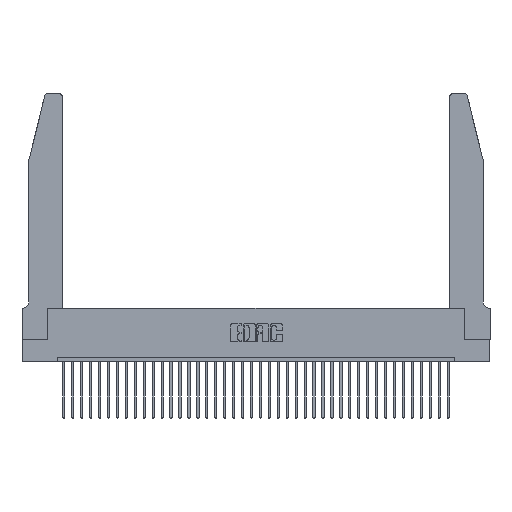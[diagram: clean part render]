
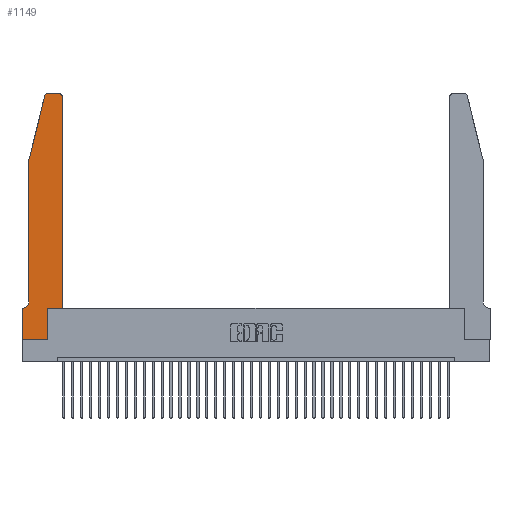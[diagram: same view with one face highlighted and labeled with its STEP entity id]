
A CAD part, top view. The second image highlights one B-rep face of the part: STEP entity #1149.
In plain terms, the highlighted planar face has unit normal (0, 0, 1).
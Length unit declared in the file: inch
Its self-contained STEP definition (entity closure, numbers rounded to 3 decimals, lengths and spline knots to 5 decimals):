
#44 = ORIENTED_EDGE ( 'NONE', *, *, #11995, .T. ) ;
#88 = CARTESIAN_POINT ( 'NONE',  ( 0.4205, 2.75, 0.37 ) ) ;
#743 = EDGE_CURVE ( 'NONE', #8477, #29088, #10199, .T. ) ;
#1149 = ADVANCED_FACE ( 'NONE', ( #36971 ), #4024, .T. ) ;
#1320 = ORIENTED_EDGE ( 'NONE', *, *, #34013, .T. ) ;
#1390 = VECTOR ( 'NONE', #37054, 39.37008 ) ;
#1446 = DIRECTION ( 'NONE',  ( 0., 0., 1. ) ) ;
#1701 = CARTESIAN_POINT ( 'NONE',  ( 0.284, 2.72, 0.37 ) ) ;
#1873 = LINE ( 'NONE', #22400, #31774 ) ;
#1939 = VECTOR ( 'NONE', #10818, 39.37008 ) ;
#2174 = DIRECTION ( 'NONE',  ( -1., 0., 0. ) ) ;
#2325 = EDGE_CURVE ( 'NONE', #17257, #33921, #7802, .T. ) ;
#2528 = DIRECTION ( 'NONE',  ( 0., 0., -1. ) ) ;
#2766 = CARTESIAN_POINT ( 'NONE',  ( 0.2865, 0., 0.37 ) ) ;
#3267 = EDGE_CURVE ( 'NONE', #33921, #36747, #1873, .T. ) ;
#3713 = LINE ( 'NONE', #16893, #1939 ) ;
#4024 = PLANE ( 'NONE',  #21892 ) ;
#4877 = ORIENTED_EDGE ( 'NONE', *, *, #17596, .T. ) ;
#4986 = DIRECTION ( 'NONE',  ( -0.239, -0.971, 0. ) ) ;
#5673 = ORIENTED_EDGE ( 'NONE', *, *, #15836, .T. ) ;
#5750 = VECTOR ( 'NONE', #35396, 39.37008 ) ;
#5756 = DIRECTION ( 'NONE',  ( 0., 1., 0. ) ) ;
#6700 = DIRECTION ( 'NONE',  ( 0., -1., 0. ) ) ;
#6961 = DIRECTION ( 'NONE',  ( 0., 0., 1. ) ) ;
#7318 = ORIENTED_EDGE ( 'NONE', *, *, #743, .T. ) ;
#7802 = CIRCLE ( 'NONE', #15089, 0.03 ) ;
#7831 = VECTOR ( 'NONE', #5756, 39.37008 ) ;
#8265 = CARTESIAN_POINT ( 'NONE',  ( 0.2865, 0.35, 0.37 ) ) ;
#8311 = DIRECTION ( 'NONE',  ( 1., 0., 0. ) ) ;
#8477 = VERTEX_POINT ( 'NONE', #18577 ) ;
#8547 = EDGE_CURVE ( 'NONE', #13645, #8477, #32684, .T. ) ;
#8909 = ORIENTED_EDGE ( 'NONE', *, *, #15719, .T. ) ;
#9060 = CARTESIAN_POINT ( 'NONE',  ( 0.4505, 2.72, 0.37 ) ) ;
#10199 = LINE ( 'NONE', #36477, #30624 ) ;
#10233 = CARTESIAN_POINT ( 'NONE',  ( 0.0755, 2., 0.37 ) ) ;
#10316 = VERTEX_POINT ( 'NONE', #15551 ) ;
#10532 = CARTESIAN_POINT ( 'NONE',  ( 0.4505, 0.35, 0.37 ) ) ;
#10818 = DIRECTION ( 'NONE',  ( -1., 0., 0. ) ) ;
#11520 = ORIENTED_EDGE ( 'NONE', *, *, #27741, .T. ) ;
#11988 = EDGE_CURVE ( 'NONE', #18163, #30481, #16018, .T. ) ;
#11995 = EDGE_CURVE ( 'NONE', #30481, #13645, #36899, .T. ) ;
#12405 = CARTESIAN_POINT ( 'NONE',  ( 0.0755, 2., 0.37 ) ) ;
#12522 = EDGE_CURVE ( 'NONE', #20655, #34702, #3713, .T. ) ;
#12558 = CARTESIAN_POINT ( 'NONE',  ( 0., 0., 0.37 ) ) ;
#12795 = VECTOR ( 'NONE', #22069, 39.37008 ) ;
#13464 = LINE ( 'NONE', #35529, #5750 ) ;
#13605 = DIRECTION ( 'NONE',  ( 0., 1., 0. ) ) ;
#13645 = VERTEX_POINT ( 'NONE', #8265 ) ;
#13845 = ORIENTED_EDGE ( 'NONE', *, *, #11988, .T. ) ;
#13916 = ORIENTED_EDGE ( 'NONE', *, *, #8547, .T. ) ;
#13970 = DIRECTION ( 'NONE',  ( 0., 0., 1. ) ) ;
#15089 = AXIS2_PLACEMENT_3D ( 'NONE', #1701, #1446, #21725 ) ;
#15532 = CARTESIAN_POINT ( 'NONE',  ( 0., 0., 0.37 ) ) ;
#15551 = CARTESIAN_POINT ( 'NONE',  ( 0.0755, 0.42, 0.37 ) ) ;
#15719 = EDGE_CURVE ( 'NONE', #29088, #29065, #29395, .T. ) ;
#15836 = EDGE_CURVE ( 'NONE', #29065, #17257, #13464, .T. ) ;
#16018 = LINE ( 'NONE', #22550, #21939 ) ;
#16397 = ORIENTED_EDGE ( 'NONE', *, *, #12522, .T. ) ;
#16648 = ORIENTED_EDGE ( 'NONE', *, *, #3267, .T. ) ;
#16893 = CARTESIAN_POINT ( 'NONE',  ( 0.0755, 0.35, 0.37 ) ) ;
#17257 = VERTEX_POINT ( 'NONE', #18321 ) ;
#17321 = CIRCLE ( 'NONE', #17745, 0.07 ) ;
#17596 = EDGE_CURVE ( 'NONE', #34702, #18163, #23278, .T. ) ;
#17745 = AXIS2_PLACEMENT_3D ( 'NONE', #33989, #2528, #2174 ) ;
#18163 = VERTEX_POINT ( 'NONE', #12558 ) ;
#18321 = CARTESIAN_POINT ( 'NONE',  ( 0.284, 2.75, 0.37 ) ) ;
#18577 = CARTESIAN_POINT ( 'NONE',  ( 0.4505, 0.35, 0.37 ) ) ;
#20181 = LINE ( 'NONE', #12405, #26530 ) ;
#20655 = VERTEX_POINT ( 'NONE', #21289 ) ;
#21153 = DIRECTION ( 'NONE',  ( 1., 0., 0. ) ) ;
#21289 = CARTESIAN_POINT ( 'NONE',  ( 0.0055, 0.35, 0.37 ) ) ;
#21725 = DIRECTION ( 'NONE',  ( 1., 0., 0. ) ) ;
#21892 = AXIS2_PLACEMENT_3D ( 'NONE', #32811, #6961, #21153 ) ;
#21939 = VECTOR ( 'NONE', #8311, 39.37008 ) ;
#22069 = DIRECTION ( 'NONE',  ( 0., -1., 0. ) ) ;
#22375 = CARTESIAN_POINT ( 'NONE',  ( 0.4205, 2.72, 0.37 ) ) ;
#22400 = CARTESIAN_POINT ( 'NONE',  ( 0.0755, 2., 0.37 ) ) ;
#22550 = CARTESIAN_POINT ( 'NONE',  ( 0., 0., 0.37 ) ) ;
#22620 = DIRECTION ( 'NONE',  ( 1., 0., 0. ) ) ;
#23165 = CARTESIAN_POINT ( 'NONE',  ( 0.2865, 0.35, 0.37 ) ) ;
#23278 = LINE ( 'NONE', #15532, #12795 ) ;
#26530 = VECTOR ( 'NONE', #6700, 39.37008 ) ;
#27741 = EDGE_CURVE ( 'NONE', #36747, #10316, #20181, .T. ) ;
#29065 = VERTEX_POINT ( 'NONE', #88 ) ;
#29088 = VERTEX_POINT ( 'NONE', #9060 ) ;
#29395 = CIRCLE ( 'NONE', #36562, 0.03 ) ;
#30481 = VERTEX_POINT ( 'NONE', #2766 ) ;
#30624 = VECTOR ( 'NONE', #13605, 39.37008 ) ;
#31774 = VECTOR ( 'NONE', #4986, 39.37008 ) ;
#32214 = ORIENTED_EDGE ( 'NONE', *, *, #2325, .T. ) ;
#32684 = LINE ( 'NONE', #10532, #1390 ) ;
#32811 = CARTESIAN_POINT ( 'NONE',  ( 0., 0.35, 0.37 ) ) ;
#33530 = EDGE_LOOP ( 'NONE', ( #5673, #32214, #16648, #11520, #1320, #16397, #4877, #13845, #44, #13916, #7318, #8909 ) ) ;
#33863 = CARTESIAN_POINT ( 'NONE',  ( 0.25487, 2.72718, 0.37 ) ) ;
#33921 = VERTEX_POINT ( 'NONE', #33863 ) ;
#33989 = CARTESIAN_POINT ( 'NONE',  ( 0.0055, 0.42, 0.37 ) ) ;
#34013 = EDGE_CURVE ( 'NONE', #10316, #20655, #17321, .T. ) ;
#34702 = VERTEX_POINT ( 'NONE', #37245 ) ;
#35396 = DIRECTION ( 'NONE',  ( -1., 0., 0. ) ) ;
#35529 = CARTESIAN_POINT ( 'NONE',  ( 0.2605, 2.75, 0.37 ) ) ;
#36477 = CARTESIAN_POINT ( 'NONE',  ( 0.4505, 0.35, 0.37 ) ) ;
#36562 = AXIS2_PLACEMENT_3D ( 'NONE', #22375, #13970, #22620 ) ;
#36747 = VERTEX_POINT ( 'NONE', #10233 ) ;
#36899 = LINE ( 'NONE', #23165, #7831 ) ;
#36971 = FACE_OUTER_BOUND ( 'NONE', #33530, .T. ) ;
#37054 = DIRECTION ( 'NONE',  ( 1., 0., 0. ) ) ;
#37245 = CARTESIAN_POINT ( 'NONE',  ( 0., 0.35, 0.37 ) ) ;
